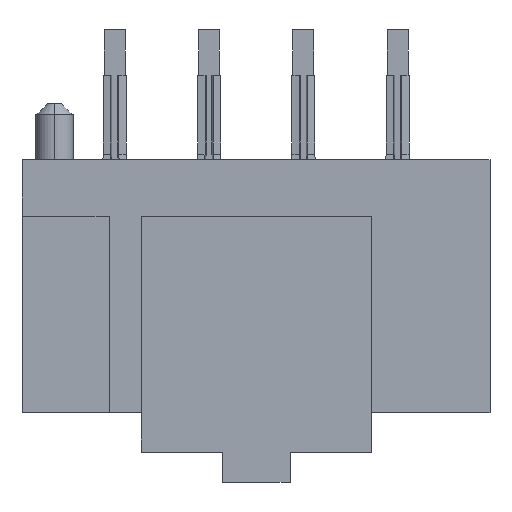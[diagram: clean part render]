
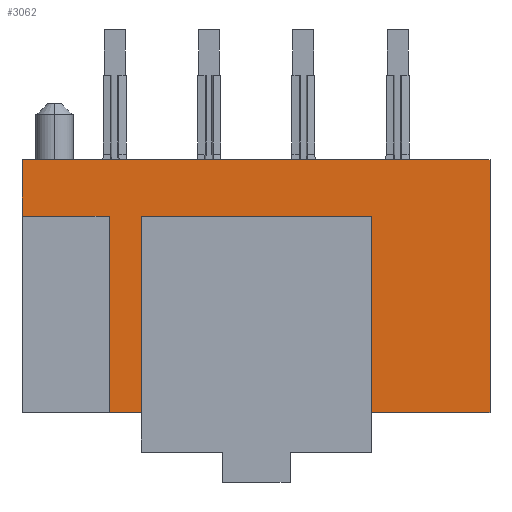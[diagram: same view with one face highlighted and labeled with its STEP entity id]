
A CAD part, top view. The second image highlights one B-rep face of the part: STEP entity #3062.
In plain terms, the highlighted planar face has unit normal (0, 0, 1).
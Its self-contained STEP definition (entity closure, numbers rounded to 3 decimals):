
#305=DIRECTION('',(0.,1.,0.));
#306=VECTOR('',#305,5.2);
#307=CARTESIAN_POINT('',(3.055,-4.146,1.75));
#308=LINE('',#307,#306);
#501=DIRECTION('',(-1.,0.,0.));
#502=VECTOR('',#501,3.15);
#503=CARTESIAN_POINT('',(6.205,-4.146,1.75));
#504=LINE('',#503,#502);
#525=DIRECTION('',(-1.,0.,0.));
#526=VECTOR('',#525,0.85);
#527=CARTESIAN_POINT('',(-3.045,-4.146,1.75));
#528=LINE('',#527,#526);
#533=DIRECTION('',(1.,0.,0.));
#534=VECTOR('',#533,1.7);
#535=CARTESIAN_POINT('',(-3.045,1.054,1.75));
#536=LINE('',#535,#534);
#537=DIRECTION('',(0.,1.,0.));
#538=VECTOR('',#537,5.2);
#539=CARTESIAN_POINT('',(-3.045,-4.146,1.75));
#540=LINE('',#539,#538);
#541=DIRECTION('',(1.,0.,0.));
#542=VECTOR('',#541,2.3);
#543=CARTESIAN_POINT('',(-6.195,1.054,1.75));
#544=LINE('',#543,#542);
#545=DIRECTION('',(0.,-1.,0.));
#546=VECTOR('',#545,1.5);
#547=CARTESIAN_POINT('',(-6.195,2.554,1.75));
#548=LINE('',#547,#546);
#549=DIRECTION('',(-1.,0.,0.));
#550=VECTOR('',#549,12.4);
#551=CARTESIAN_POINT('',(6.205,2.554,1.75));
#552=LINE('',#551,#550);
#553=DIRECTION('',(0.,1.,0.));
#554=VECTOR('',#553,6.7);
#555=CARTESIAN_POINT('',(6.205,-4.146,1.75));
#556=LINE('',#555,#554);
#557=DIRECTION('',(1.,0.,0.));
#558=VECTOR('',#557,1.7);
#559=CARTESIAN_POINT('',(1.355,1.054,1.75));
#560=LINE('',#559,#558);
#561=DIRECTION('',(1.,0.,0.));
#562=VECTOR('',#561,2.7);
#563=CARTESIAN_POINT('',(-1.345,0.054,1.75));
#564=LINE('',#563,#562);
#565=DIRECTION('',(0.,-1.,0.));
#566=VECTOR('',#565,1.);
#567=CARTESIAN_POINT('',(-1.345,1.054,1.75));
#568=LINE('',#567,#566);
#585=DIRECTION('',(0.,-1.,0.));
#586=VECTOR('',#585,1.);
#587=CARTESIAN_POINT('',(1.355,1.054,1.75));
#588=LINE('',#587,#586);
#589=DIRECTION('',(0.,1.,0.));
#590=VECTOR('',#589,5.2);
#591=CARTESIAN_POINT('',(-3.895,-4.146,1.75));
#592=LINE('',#591,#590);
#1756=CARTESIAN_POINT('',(-1.345,0.054,1.75));
#1758=VERTEX_POINT('',#1756);
#1783=CARTESIAN_POINT('',(1.355,0.054,1.75));
#1784=VERTEX_POINT('',#1783);
#1817=CARTESIAN_POINT('',(6.205,2.554,1.75));
#1818=CARTESIAN_POINT('',(-6.195,2.554,1.75));
#1819=VERTEX_POINT('',#1817);
#1820=VERTEX_POINT('',#1818);
#1921=CARTESIAN_POINT('',(-1.345,1.054,1.75));
#1922=VERTEX_POINT('',#1921);
#1933=CARTESIAN_POINT('',(-3.895,-4.146,1.75));
#1934=VERTEX_POINT('',#1933);
#1935=CARTESIAN_POINT('',(-3.895,1.054,1.75));
#1936=VERTEX_POINT('',#1935);
#1941=CARTESIAN_POINT('',(-3.045,1.054,1.75));
#1942=VERTEX_POINT('',#1941);
#1943=CARTESIAN_POINT('',(-3.045,-4.146,1.75));
#1944=VERTEX_POINT('',#1943);
#1945=CARTESIAN_POINT('',(3.055,-4.146,1.75));
#1946=VERTEX_POINT('',#1945);
#1947=CARTESIAN_POINT('',(3.055,1.054,1.75));
#1948=VERTEX_POINT('',#1947);
#1951=CARTESIAN_POINT('',(1.355,1.054,1.75));
#1953=VERTEX_POINT('',#1951);
#1979=CARTESIAN_POINT('',(-6.195,1.054,1.75));
#1980=VERTEX_POINT('',#1979);
#1981=CARTESIAN_POINT('',(6.205,-4.146,1.75));
#1982=VERTEX_POINT('',#1981);
#3033=CARTESIAN_POINT('',(3.055,2.254,1.75));
#3034=DIRECTION('',(0.,0.,-1.));
#3035=DIRECTION('',(-1.,0.,0.));
#3036=AXIS2_PLACEMENT_3D('',#3033,#3034,#3035);
#3037=PLANE('',#3036);
#3039=ORIENTED_EDGE('',*,*,#3038,.F.);
#3040=ORIENTED_EDGE('',*,*,#2880,.F.);
#3041=ORIENTED_EDGE('',*,*,#3026,.T.);
#3043=ORIENTED_EDGE('',*,*,#3042,.T.);
#3045=ORIENTED_EDGE('',*,*,#3044,.F.);
#3047=ORIENTED_EDGE('',*,*,#3046,.F.);
#3049=ORIENTED_EDGE('',*,*,#3048,.F.);
#3051=ORIENTED_EDGE('',*,*,#3050,.F.);
#3052=ORIENTED_EDGE('',*,*,#3014,.T.);
#3053=ORIENTED_EDGE('',*,*,#2735,.T.);
#3055=ORIENTED_EDGE('',*,*,#3054,.F.);
#3057=ORIENTED_EDGE('',*,*,#3056,.T.);
#3058=ORIENTED_EDGE('',*,*,#2289,.F.);
#3059=ORIENTED_EDGE('',*,*,#2658,.F.);
#3060=EDGE_LOOP('',(#3039,#3040,#3041,#3043,#3045,#3047,#3049,#3051,#3052,#3053,
#3055,#3057,#3058,#3059));
#3061=FACE_OUTER_BOUND('',#3060,.F.);
#3062=ADVANCED_FACE('',(#3061),#3037,.F.);
#2289=EDGE_CURVE('',#1758,#1784,#564,.T.);
#2658=EDGE_CURVE('',#1922,#1758,#568,.T.);
#2735=EDGE_CURVE('',#1946,#1948,#308,.T.);
#2880=EDGE_CURVE('',#1944,#1942,#540,.T.);
#3014=EDGE_CURVE('',#1982,#1946,#504,.T.);
#3026=EDGE_CURVE('',#1944,#1934,#528,.T.);
#3038=EDGE_CURVE('',#1942,#1922,#536,.T.);
#3042=EDGE_CURVE('',#1934,#1936,#592,.T.);
#3044=EDGE_CURVE('',#1980,#1936,#544,.T.);
#3046=EDGE_CURVE('',#1820,#1980,#548,.T.);
#3048=EDGE_CURVE('',#1819,#1820,#552,.T.);
#3050=EDGE_CURVE('',#1982,#1819,#556,.T.);
#3054=EDGE_CURVE('',#1953,#1948,#560,.T.);
#3056=EDGE_CURVE('',#1953,#1784,#588,.T.);
